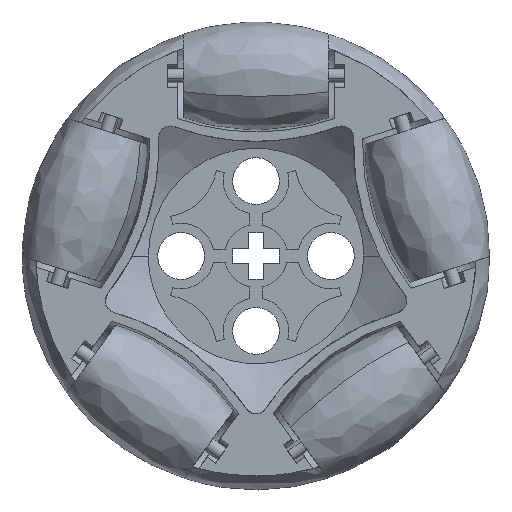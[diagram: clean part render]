
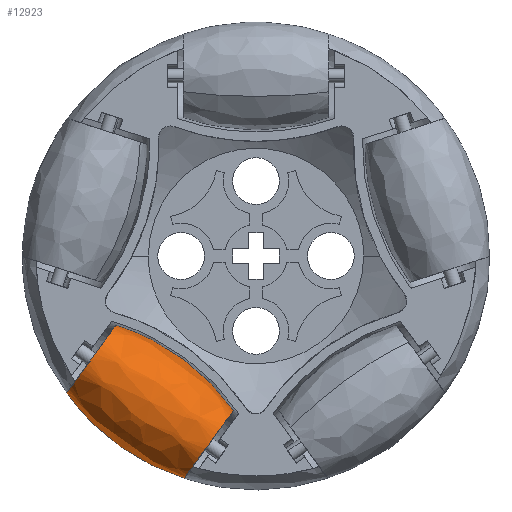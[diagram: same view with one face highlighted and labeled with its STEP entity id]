
A CAD part, front view. The second image highlights one B-rep face of the part: STEP entity #12923.
In plain terms, the highlighted free-form (B-spline) face has degree [2, 2] with [5, 3] control points.
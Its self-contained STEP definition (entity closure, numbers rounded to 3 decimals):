
#12734 = VERTEX_POINT('',#12735);
#12735 = CARTESIAN_POINT('',(25.423,38.29,
    19.267));
#12736 = VERTEX_POINT('',#12737);
#12737 = CARTESIAN_POINT('',(18.281,38.29,
    9.437));
#12745 = EDGE_CURVE('',#12736,#12734,#12746,.T.);
#12746 = ( BOUNDED_CURVE() B_SPLINE_CURVE(2,(#12747,#12748,#12749,#12750
,#12751),.UNSPECIFIED.,.F.,.F.) B_SPLINE_CURVE_WITH_KNOTS((3,2,3),(
    3.142,4.712,6.283),
.PIECEWISE_BEZIER_KNOTS.) CURVE() GEOMETRIC_REPRESENTATION_ITEM() 
RATIONAL_B_SPLINE_CURVE((1.,0.707,1.,0.707,1.)) 
REPRESENTATION_ITEM('') );
#12747 = CARTESIAN_POINT('',(18.281,38.29,
    9.437));
#12748 = CARTESIAN_POINT('',(18.281,32.215,
    9.437));
#12749 = CARTESIAN_POINT('',(21.852,32.215,
    14.352));
#12750 = CARTESIAN_POINT('',(25.423,32.215,
    19.267));
#12751 = CARTESIAN_POINT('',(25.423,38.29,
    19.267));
#12772 = EDGE_CURVE('',#12773,#12734,#12775,.T.);
#12773 = VERTEX_POINT('',#12774);
#12774 = CARTESIAN_POINT('',(42.489,38.29,
    6.868));
#12775 = ( BOUNDED_CURVE() B_SPLINE_CURVE(2,(#12776,#12777,#12778),
.UNSPECIFIED.,.F.,.F.) B_SPLINE_CURVE_WITH_KNOTS((3,3),(2.813,
3.47),.PIECEWISE_BEZIER_KNOTS.) CURVE() 
GEOMETRIC_REPRESENTATION_ITEM() RATIONAL_B_SPLINE_CURVE((1.,
0.946,1.)) REPRESENTATION_ITEM('') );
#12776 = CARTESIAN_POINT('',(42.489,38.29,
    6.868));
#12777 = CARTESIAN_POINT('',(36.072,38.29,
    15.979));
#12778 = CARTESIAN_POINT('',(25.423,38.29,
    19.267));
#12781 = EDGE_CURVE('',#12782,#12736,#12784,.T.);
#12782 = VERTEX_POINT('',#12783);
#12783 = CARTESIAN_POINT('',(35.347,38.29,
    -2.962));
#12784 = ( BOUNDED_CURVE() B_SPLINE_CURVE(2,(#12785,#12786,#12787),
.UNSPECIFIED.,.F.,.F.) B_SPLINE_CURVE_WITH_KNOTS((3,3),(2.813,
3.47),.PIECEWISE_BEZIER_KNOTS.) CURVE() 
GEOMETRIC_REPRESENTATION_ITEM() RATIONAL_B_SPLINE_CURVE((1.,
0.946,1.)) REPRESENTATION_ITEM('') );
#12785 = CARTESIAN_POINT('',(35.347,38.29,
    -2.962));
#12786 = CARTESIAN_POINT('',(24.699,38.29,
    0.326));
#12787 = CARTESIAN_POINT('',(18.281,38.29,
    9.437));
#12817 = EDGE_CURVE('',#12782,#12773,#12818,.T.);
#12818 = ( BOUNDED_CURVE() B_SPLINE_CURVE(2,(#12819,#12820,#12821,#12822
,#12823),.UNSPECIFIED.,.F.,.F.) B_SPLINE_CURVE_WITH_KNOTS((3,2,3),(
    3.142,4.712,6.283),
.PIECEWISE_BEZIER_KNOTS.) CURVE() GEOMETRIC_REPRESENTATION_ITEM() 
RATIONAL_B_SPLINE_CURVE((1.,0.707,1.,0.707,1.)) 
REPRESENTATION_ITEM('') );
#12819 = CARTESIAN_POINT('',(35.347,38.29,
    -2.962));
#12820 = CARTESIAN_POINT('',(35.347,32.215,
    -2.962));
#12821 = CARTESIAN_POINT('',(38.918,32.215,
    1.953));
#12822 = CARTESIAN_POINT('',(42.489,32.215,
    6.868));
#12823 = CARTESIAN_POINT('',(42.489,38.29,
    6.868));
#12923 = ADVANCED_FACE('',(#12924),#12930,.F.);
#12924 = FACE_BOUND('',#12925,.F.);
#12925 = EDGE_LOOP('',(#12926,#12927,#12928,#12929));
#12926 = ORIENTED_EDGE('',*,*,#12745,.T.);
#12927 = ORIENTED_EDGE('',*,*,#12772,.F.);
#12928 = ORIENTED_EDGE('',*,*,#12817,.F.);
#12929 = ORIENTED_EDGE('',*,*,#12781,.T.);
#12930 = ( BOUNDED_SURFACE() B_SPLINE_SURFACE(2,2,(
    (#12931,#12932,#12933)
    ,(#12934,#12935,#12936)
    ,(#12937,#12938,#12939)
    ,(#12940,#12941,#12942)
    ,(#12943,#12944,#12945
)),.UNSPECIFIED.,.F.,.F.,.F.) B_SPLINE_SURFACE_WITH_KNOTS((3,2,3),(3,3),
  (0.,1.571,3.142),(2.813,3.47),
.PIECEWISE_BEZIER_KNOTS.) GEOMETRIC_REPRESENTATION_ITEM() 
RATIONAL_B_SPLINE_SURFACE((
    (1.,0.946,1.)
    ,(0.707,0.669,0.707)
    ,(1.,0.946,1.)
    ,(0.707,0.669,0.707)
,(1.,0.946,1.))) REPRESENTATION_ITEM('') SURFACE() );
#12931 = CARTESIAN_POINT('',(18.281,38.29,
    9.437));
#12932 = CARTESIAN_POINT('',(24.699,38.29,
    0.326));
#12933 = CARTESIAN_POINT('',(35.347,38.29,
    -2.962));
#12934 = CARTESIAN_POINT('',(18.281,32.215,
    9.437));
#12935 = CARTESIAN_POINT('',(24.699,28.616,
    0.326));
#12936 = CARTESIAN_POINT('',(35.347,32.215,
    -2.962));
#12937 = CARTESIAN_POINT('',(21.852,32.215,
    14.352));
#12938 = CARTESIAN_POINT('',(30.385,28.616,
    8.153));
#12939 = CARTESIAN_POINT('',(38.918,32.215,
    1.953));
#12940 = CARTESIAN_POINT('',(25.423,32.215,
    19.267));
#12941 = CARTESIAN_POINT('',(36.072,28.616,
    15.979));
#12942 = CARTESIAN_POINT('',(42.489,32.215,
    6.868));
#12943 = CARTESIAN_POINT('',(25.423,38.29,
    19.267));
#12944 = CARTESIAN_POINT('',(36.072,38.29,
    15.979));
#12945 = CARTESIAN_POINT('',(42.489,38.29,
    6.868));
